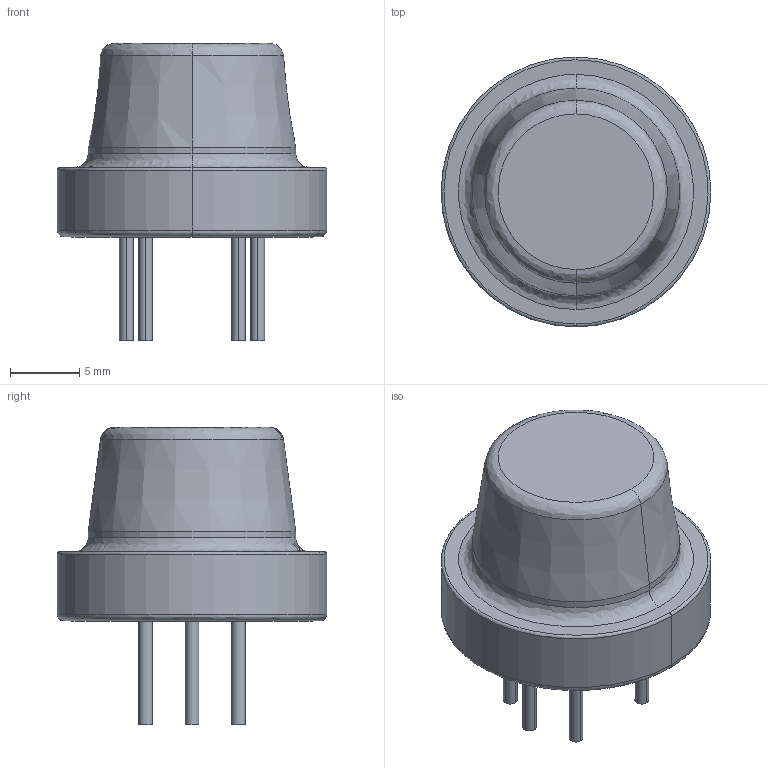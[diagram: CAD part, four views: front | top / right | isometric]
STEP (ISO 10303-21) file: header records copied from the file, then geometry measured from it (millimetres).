
FILE_DESCRIPTION(('FreeCAD Model'),'2;1');
FILE_NAME('MQ-131.step','2018-05-05T19:21:51',('kicad StepUp'),( 'ksu MCAD'),'Open CASCADE STEP processor 7.2','FreeCAD','Unknown');
FILE_SCHEMA(('AUTOMOTIVE_DESIGN_CC2 { 1 2 10303 214 -1 1 5 4 }'));
Length unit declared in the file: millimetre
Products named in the file (1): MQ135
Bounding box: 19.5 x 19.5 x 21.5 mm (x, y, z)
Volume: 2953.4 mm3; surface area: 1353.7 mm2
Topology: 1 solids, 1 shells, 38 faces, 74 edges, 46 vertices
Faces by surface type: cylinder 18, plane 10, bspline 8, cone 2
Entity records: 1526 total; most frequent: CARTESIAN_POINT 475, DIRECTION 174, ORIENTED_EDGE 148, AXIS2_PLACEMENT_3D 77, EDGE_CURVE 74, FACE_BOUND 46, EDGE_LOOP 46, VERTEX_POINT 46
